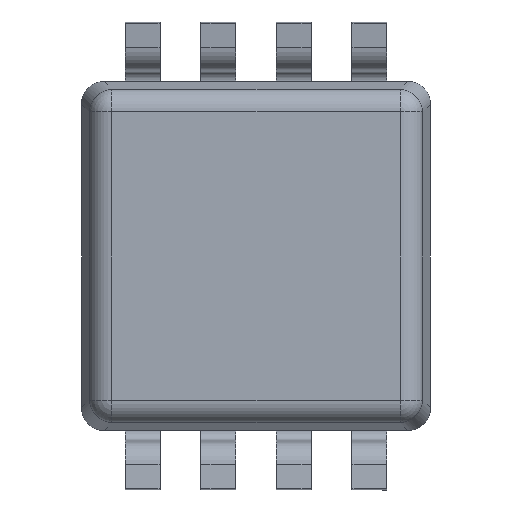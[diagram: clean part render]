
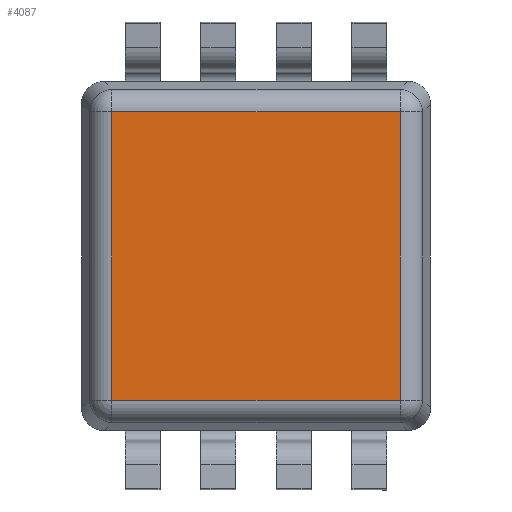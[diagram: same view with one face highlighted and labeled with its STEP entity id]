
A CAD part, front view. The second image highlights one B-rep face of the part: STEP entity #4087.
In plain terms, the highlighted face is planar.
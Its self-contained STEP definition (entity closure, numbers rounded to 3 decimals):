
#72 = ORIENTED_EDGE ( 'NONE', *, *, #1513, .T. ) ;
#207 = LINE ( 'NONE', #1982, #3391 ) ;
#271 = DIRECTION ( 'NONE',  ( 0., -1., 0. ) ) ;
#545 = VECTOR ( 'NONE', #1364, 1000. ) ;
#646 = LINE ( 'NONE', #3314, #545 ) ;
#649 = DIRECTION ( 'NONE',  ( -1., 0., 0. ) ) ;
#744 = ORIENTED_EDGE ( 'NONE', *, *, #1646, .T. ) ;
#913 = VERTEX_POINT ( 'NONE', #968 ) ;
#968 = CARTESIAN_POINT ( 'NONE',  ( 2.739, 0.4, -2.739 ) ) ;
#1148 = EDGE_CURVE ( 'NONE', #1376, #1212, #207, .T. ) ;
#1212 = VERTEX_POINT ( 'NONE', #2893 ) ;
#1364 = DIRECTION ( 'NONE',  ( 0., 0., 1. ) ) ;
#1376 = VERTEX_POINT ( 'NONE', #1548 ) ;
#1459 = CARTESIAN_POINT ( 'NONE',  ( 2.739, 0.4, 0. ) ) ;
#1482 = AXIS2_PLACEMENT_3D ( 'NONE', #3457, #271, #2484 ) ;
#1513 = EDGE_CURVE ( 'NONE', #913, #1884, #1816, .T. ) ;
#1548 = CARTESIAN_POINT ( 'NONE',  ( 0.261, 0.4, -0.261 ) ) ;
#1641 = ORIENTED_EDGE ( 'NONE', *, *, #2443, .T. ) ;
#1646 = EDGE_CURVE ( 'NONE', #1884, #1376, #646, .T. ) ;
#1816 = LINE ( 'NONE', #3659, #2676 ) ;
#1884 = VERTEX_POINT ( 'NONE', #2225 ) ;
#1916 = LINE ( 'NONE', #1459, #3644 ) ;
#1982 = CARTESIAN_POINT ( 'NONE',  ( 0., 0.4, -0.261 ) ) ;
#2225 = CARTESIAN_POINT ( 'NONE',  ( 0.261, 0.4, -2.739 ) ) ;
#2431 = DIRECTION ( 'NONE',  ( 0., 0., -1. ) ) ;
#2443 = EDGE_CURVE ( 'NONE', #1212, #913, #1916, .T. ) ;
#2484 = DIRECTION ( 'NONE',  ( 0., 0., -1. ) ) ;
#2676 = VECTOR ( 'NONE', #649, 1000. ) ;
#2800 = PLANE ( 'NONE',  #1482 ) ;
#2893 = CARTESIAN_POINT ( 'NONE',  ( 2.739, 0.4, -0.261 ) ) ;
#2911 = FACE_OUTER_BOUND ( 'NONE', #4124, .T. ) ;
#2957 = DIRECTION ( 'NONE',  ( 1., 0., 0. ) ) ;
#3314 = CARTESIAN_POINT ( 'NONE',  ( 0.261, 0.4, 0. ) ) ;
#3391 = VECTOR ( 'NONE', #2957, 1000. ) ;
#3457 = CARTESIAN_POINT ( 'NONE',  ( 0., 0.4, 0. ) ) ;
#3644 = VECTOR ( 'NONE', #2431, 1000. ) ;
#3659 = CARTESIAN_POINT ( 'NONE',  ( 0., 0.4, -2.739 ) ) ;
#3926 = ORIENTED_EDGE ( 'NONE', *, *, #1148, .T. ) ;
#4087 = ADVANCED_FACE ( 'NONE', ( #2911 ), #2800, .F. ) ;
#4124 = EDGE_LOOP ( 'NONE', ( #1641, #72, #744, #3926 ) ) ;
